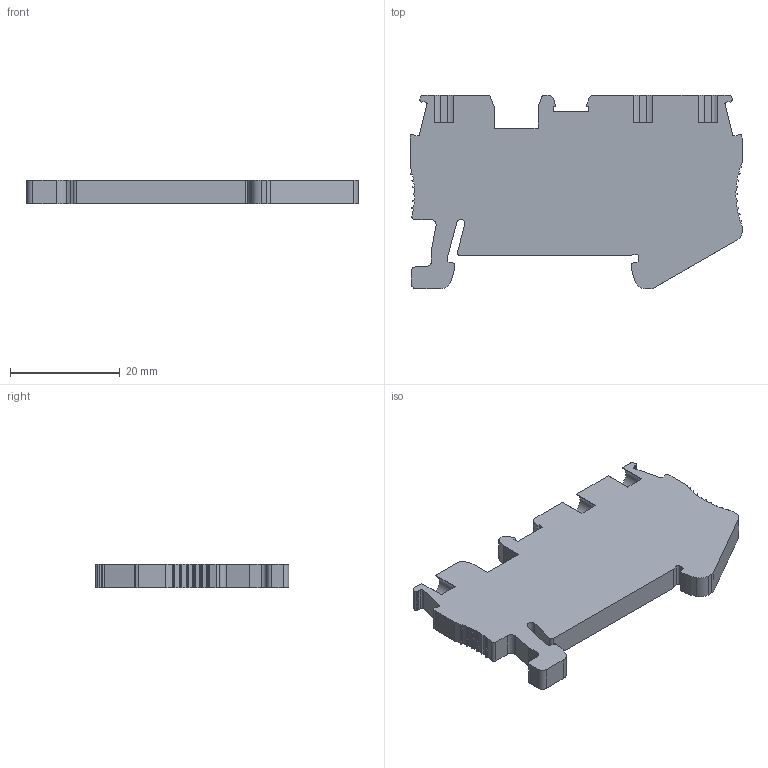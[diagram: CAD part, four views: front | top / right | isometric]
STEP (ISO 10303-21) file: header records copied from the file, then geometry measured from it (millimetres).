
FILE_DESCRIPTION((''),'2;1');
FILE_NAME('DSAFAF','2021-06-10T',('Administrator'),(''),'PRO/ENGINEER BY PARAMETRIC TECHNOLOGY CORPORATION, 2013230','PRO/ENGINEER BY PARAMETRIC TECHNOLOGY CORPORATION, 2013230','');
FILE_SCHEMA(('AUTOMOTIVE_DESIGN { 1 0 10303 214 1 1 1 1 }'));
Length unit declared in the file: millimetre
Products named in the file (1): DSAFAF
Bounding box: 60.4 x 35.2 x 4.2 mm (x, y, z)
Volume: 6760.1 mm3; surface area: 4579.7 mm2
Topology: 1 solids, 1 shells, 174 faces, 514 edges, 342 vertices
Faces by surface type: plane 105, cylinder 69
Entity records: 5908 total; most frequent: CARTESIAN_POINT 1032, ORIENTED_EDGE 1028, DIRECTION 1002, EDGE_CURVE 514, VECTOR 374, LINE 374, VERTEX_POINT 342, AXIS2_PLACEMENT_3D 314
